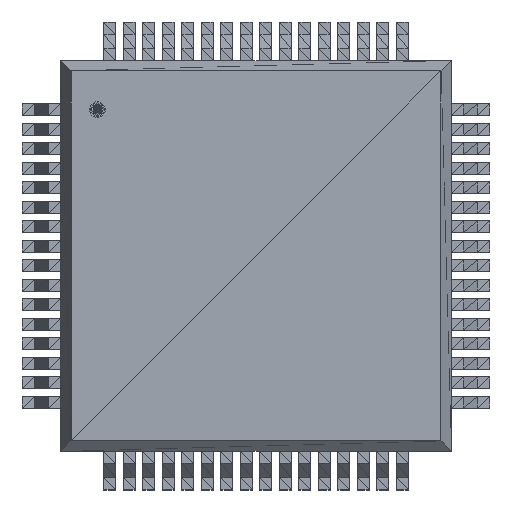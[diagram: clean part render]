
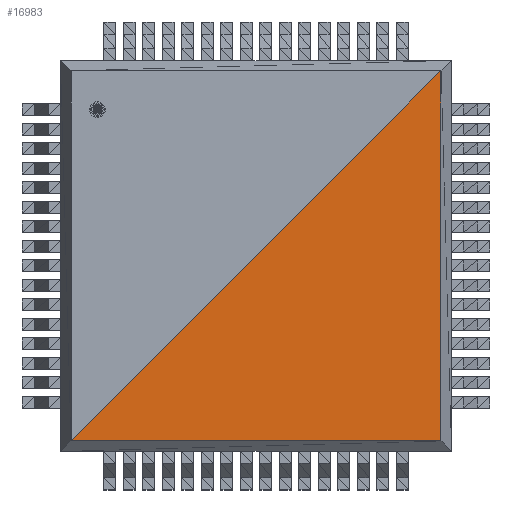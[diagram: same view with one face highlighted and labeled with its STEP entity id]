
A CAD part, top view. The second image highlights one B-rep face of the part: STEP entity #16983.
In plain terms, the highlighted planar face has unit normal (0, 0, 1).
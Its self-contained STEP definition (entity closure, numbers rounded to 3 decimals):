
#16983 = ADVANCED_FACE('',(#16984),#17010,.F.);
#16984 = FACE_BOUND('',#16985,.F.);
#16985 = EDGE_LOOP('',(#16986,#16996,#17004));
#16986 = ORIENTED_EDGE('',*,*,#16987,.T.);
#16987 = EDGE_CURVE('',#16988,#16990,#16992,.T.);
#16988 = VERTEX_POINT('',#16989);
#16989 = CARTESIAN_POINT('',(4.741,4.741,1.6));
#16990 = VERTEX_POINT('',#16991);
#16991 = CARTESIAN_POINT('',(4.741,-4.741,1.6));
#16992 = LINE('',#16993,#16994);
#16993 = CARTESIAN_POINT('',(4.741,4.741,1.6));
#16994 = VECTOR('',#16995,1.);
#16995 = DIRECTION('',(-0.,-1.,-0.));
#16996 = ORIENTED_EDGE('',*,*,#16997,.T.);
#16997 = EDGE_CURVE('',#16990,#16998,#17000,.T.);
#16998 = VERTEX_POINT('',#16999);
#16999 = CARTESIAN_POINT('',(-4.741,-4.741,1.6));
#17000 = LINE('',#17001,#17002);
#17001 = CARTESIAN_POINT('',(4.741,-4.741,1.6));
#17002 = VECTOR('',#17003,1.);
#17003 = DIRECTION('',(-1.,-0.,-0.));
#17004 = ORIENTED_EDGE('',*,*,#17005,.T.);
#17005 = EDGE_CURVE('',#16998,#16988,#17006,.T.);
#17006 = LINE('',#17007,#17008);
#17007 = CARTESIAN_POINT('',(-4.741,-4.741,1.6));
#17008 = VECTOR('',#17009,1.);
#17009 = DIRECTION('',(0.707,0.707,0.));
#17010 = PLANE('',#17011);
#17011 = AXIS2_PLACEMENT_3D('',#17012,#17013,#17014);
#17012 = CARTESIAN_POINT('',(4.741,-4.741,1.6));
#17013 = DIRECTION('',(0.,0.,-1.));
#17014 = DIRECTION('',(0.707,0.707,0.));
